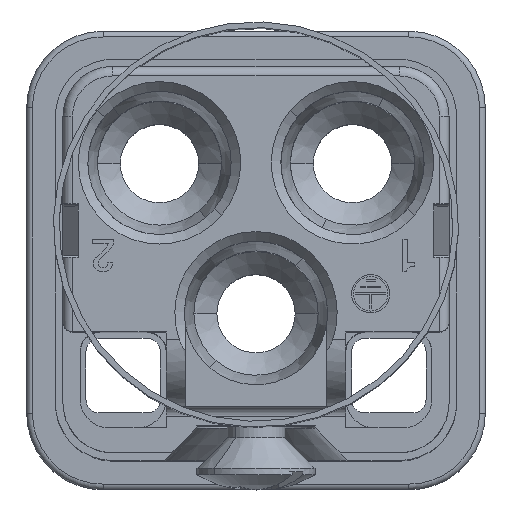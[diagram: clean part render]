
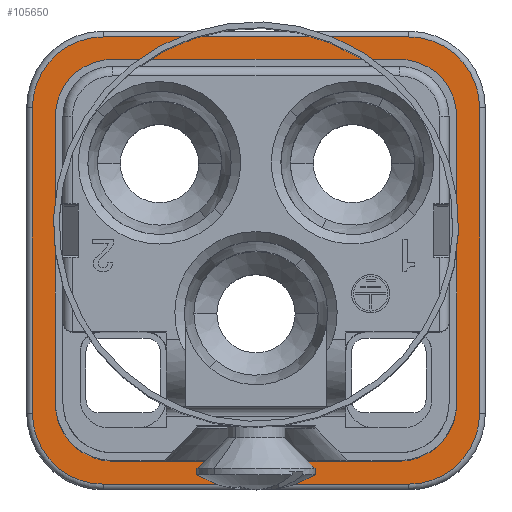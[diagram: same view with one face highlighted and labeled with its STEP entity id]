
A CAD part, top view. The second image highlights one B-rep face of the part: STEP entity #105650.
In plain terms, the highlighted planar face has unit normal (0, 0, 1).
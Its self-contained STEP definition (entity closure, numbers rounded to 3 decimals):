
#49970=CARTESIAN_POINT('',(37.784,41.289,25.65));
#49980=VERTEX_POINT('',#49970);
#50010=CARTESIAN_POINT('',(37.784,40.203,25.65))
;
#50020=DIRECTION('',(0.,-1.,0.));
#50030=VECTOR('',#50020,1.);
#50040=LINE('',#50010,#50030);
#50050=CARTESIAN_POINT('',(37.784,56.289,25.65));
#50060=VERTEX_POINT('',#50050);
#50070=EDGE_CURVE('',#50060,#49980,#50040,.T.);
#61000=CARTESIAN_POINT('',(59.984,56.789,
25.65));
#61010=VERTEX_POINT('',#61000);
#61100=CARTESIAN_POINT('',(59.984,40.789,
25.65));
#61110=VERTEX_POINT('',#61100);
#61140=CARTESIAN_POINT('',(59.984,58.149,
25.65));
#61150=DIRECTION('',(0.,1.,0.));
#61160=VECTOR('',#61150,1.);
#61170=LINE('',#61140,#61160);
#61180=EDGE_CURVE('',#61110,#61010,#61170,.T.);
#65220=CARTESIAN_POINT('',(56.284,37.089,
25.65));
#65230=VERTEX_POINT('',#65220);
#65320=CARTESIAN_POINT('',(40.284,37.089,
25.65));
#65330=VERTEX_POINT('',#65320);
#65360=CARTESIAN_POINT('',(46.815,37.089,
25.65));
#65370=DIRECTION('',(1.,0.,0.));
#65380=VECTOR('',#65370,1.);
#65390=LINE('',#65360,#65380);
#65400=EDGE_CURVE('',#65330,#65230,#65390,.T.);
#79290=CARTESIAN_POINT('',(40.784,38.289,25.65));
#79300=VERTEX_POINT('',#79290);
#79330=CARTESIAN_POINT('',(40.784,41.289,25.65));
#79340=DIRECTION('',(0.,0.,-1.));
#79350=DIRECTION('',(-1.,0.,0.));
#79360=AXIS2_PLACEMENT_3D('',#79330,#79340,#79350);
#79370=CIRCLE('',#79360,3.);
#79380=EDGE_CURVE('',#79300,#49980,#79370,.T.);
#79630=CARTESIAN_POINT('',(36.584,40.789,
25.65));
#79640=VERTEX_POINT('',#79630);
#79670=CARTESIAN_POINT('',(40.284,40.789,
25.65));
#79680=DIRECTION('',(0.,0.,-1.));
#79690=DIRECTION('',(-1.,0.,0.));
#79700=AXIS2_PLACEMENT_3D('',#79670,#79680,#79690);
#79710=CIRCLE('',#79700,3.7);
#79720=EDGE_CURVE('',#65330,#79640,#79710,.T.);
#85880=CARTESIAN_POINT('',(40.284,60.489,
25.65));
#85890=VERTEX_POINT('',#85880);
#85980=CARTESIAN_POINT('',(56.284,60.489,
25.65));
#85990=VERTEX_POINT('',#85980);
#86020=CARTESIAN_POINT('',(46.815,60.489,
25.65));
#86030=DIRECTION('',(-1.,0.,0.));
#86040=VECTOR('',#86030,1.);
#86050=LINE('',#86020,#86040);
#86060=EDGE_CURVE('',#85990,#85890,#86050,.T.);
#90530=CARTESIAN_POINT('',(40.784,56.289,25.65));
#90540=DIRECTION('',(0.,0.,1.));
#90550=DIRECTION('',(1.,0.,0.));
#90560=AXIS2_PLACEMENT_3D('',#90530,#90540,#90550);
#90570=CIRCLE('',#90560,3.);
#90580=CARTESIAN_POINT('',(40.784,59.289,25.65))
;
#90590=VERTEX_POINT('',#90580);
#90600=EDGE_CURVE('',#90590,#50060,#90570,.T.);
#99700=CARTESIAN_POINT('',(58.784,56.289,25.65))
;
#99710=VERTEX_POINT('',#99700);
#99750=CARTESIAN_POINT('',(55.784,59.289,25.65));
#99760=VERTEX_POINT('',#99750);
#99790=CARTESIAN_POINT('',(55.784,56.289,25.65));
#99800=DIRECTION('',(0.,0.,-1.));
#99810=DIRECTION('',(-1.,0.,0.));
#99820=AXIS2_PLACEMENT_3D('',#99790,#99800,#99810);
#99830=CIRCLE('',#99820,3.);
#99840=EDGE_CURVE('',#99760,#99710,#99830,.T.);
#100730=CARTESIAN_POINT('',(58.784,41.289,25.65));
#100740=VERTEX_POINT('',#100730);
#100790=CARTESIAN_POINT('',(58.784,40.203,25.65)
);
#100800=DIRECTION('',(0.,1.,0.));
#100810=VECTOR('',#100800,1.);
#100820=LINE('',#100790,#100810);
#100830=EDGE_CURVE('',#100740,#99710,#100820,.T.);
#101740=CARTESIAN_POINT('',(36.584,56.789,
25.65));
#101750=VERTEX_POINT('',#101740);
#101800=CARTESIAN_POINT('',(40.284,56.789,
25.65));
#101810=DIRECTION('',(0.,0.,-1.));
#101820=DIRECTION('',(-1.,0.,0.));
#101830=AXIS2_PLACEMENT_3D('',#101800,#101810,#101820);
#101840=CIRCLE('',#101830,3.7);
#101850=EDGE_CURVE('',#101750,#85890,#101840,.T.);
#105050=CARTESIAN_POINT('',(38.068,43.327,
25.65));
#105060=DIRECTION('',(0.,0.,-1.));
#105070=DIRECTION('',(-1.,0.,0.));
#105080=AXIS2_PLACEMENT_3D('',#105050,#105060,#105070);
#105090=PLANE('',#105080);
#105100=ORIENTED_EDGE('',*,*,#79380,.T.);
#105110=CARTESIAN_POINT('',(39.299,38.289,25.65)
);
#105120=DIRECTION('',(1.,0.,0.));
#105130=VECTOR('',#105120,1.);
#105140=LINE('',#105110,#105130);
#105150=CARTESIAN_POINT('',(55.784,38.289,25.65));
#105160=VERTEX_POINT('',#105150);
#105170=EDGE_CURVE('',#79300,#105160,#105140,.T.);
#105180=ORIENTED_EDGE('',*,*,#105170,.F.);
#105190=CARTESIAN_POINT('',(55.784,41.289,25.65));
#105200=DIRECTION('',(0.,0.,-1.));
#105210=DIRECTION('',(-1.,0.,0.));
#105220=AXIS2_PLACEMENT_3D('',#105190,#105200,#105210);
#105230=CIRCLE('',#105220,3.);
#105240=EDGE_CURVE('',#100740,#105160,#105230,.T.);
#105250=ORIENTED_EDGE('',*,*,#105240,.T.);
#105260=ORIENTED_EDGE('',*,*,#100830,.F.);
#105270=ORIENTED_EDGE('',*,*,#99840,.T.);
#105280=CARTESIAN_POINT('',(39.299,59.289,25.65)
);
#105290=DIRECTION('',(-1.,0.,0.));
#105300=VECTOR('',#105290,1.);
#105310=LINE('',#105280,#105300);
#105320=EDGE_CURVE('',#99760,#90590,#105310,.T.);
#105330=ORIENTED_EDGE('',*,*,#105320,.F.);
#105340=ORIENTED_EDGE('',*,*,#90600,.F.);
#105350=ORIENTED_EDGE('',*,*,#50070,.F.);
#105360=EDGE_LOOP('',(#105350,#105340,#105330,#105270,#105260,#105250,
#105180,#105100));
#105370=FACE_BOUND('',#105360,.T.);
#105380=CARTESIAN_POINT('',(56.284,40.789,
25.65));
#105390=DIRECTION('',(0.,0.,-1.));
#105400=DIRECTION('',(-1.,0.,0.));
#105410=AXIS2_PLACEMENT_3D('',#105380,#105390,#105400);
#105420=CIRCLE('',#105410,3.7);
#105430=EDGE_CURVE('',#61110,#65230,#105420,.T.);
#105440=ORIENTED_EDGE('',*,*,#105430,.F.);
#105450=ORIENTED_EDGE('',*,*,#65400,.T.);
#105460=ORIENTED_EDGE('',*,*,#79720,.F.);
#105470=CARTESIAN_POINT('',(36.584,58.149,
25.65));
#105480=DIRECTION('',(0.,-1.,0.));
#105490=VECTOR('',#105480,1.);
#105500=LINE('',#105470,#105490);
#105510=EDGE_CURVE('',#101750,#79640,#105500,.T.);
#105520=ORIENTED_EDGE('',*,*,#105510,.T.);
#105530=ORIENTED_EDGE('',*,*,#101850,.F.);
#105540=ORIENTED_EDGE('',*,*,#86060,.T.);
#105550=CARTESIAN_POINT('',(56.284,56.789,
25.65));
#105560=DIRECTION('',(0.,0.,-1.));
#105570=DIRECTION('',(-1.,0.,0.));
#105580=AXIS2_PLACEMENT_3D('',#105550,#105560,#105570);
#105590=CIRCLE('',#105580,3.7);
#105600=EDGE_CURVE('',#85990,#61010,#105590,.T.);
#105610=ORIENTED_EDGE('',*,*,#105600,.F.);
#105620=ORIENTED_EDGE('',*,*,#61180,.T.);
#105630=EDGE_LOOP('',(#105620,#105610,#105540,#105530,#105520,#105460,
#105450,#105440));
#105640=FACE_OUTER_BOUND('',#105630,.T.);
#105650=ADVANCED_FACE('',(#105370,#105640),#105090,.F.);
